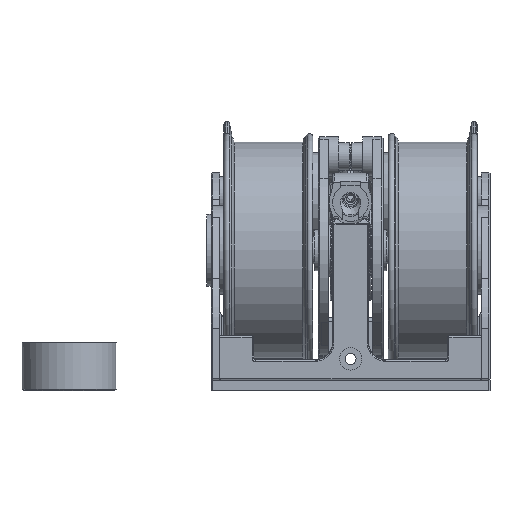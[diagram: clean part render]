
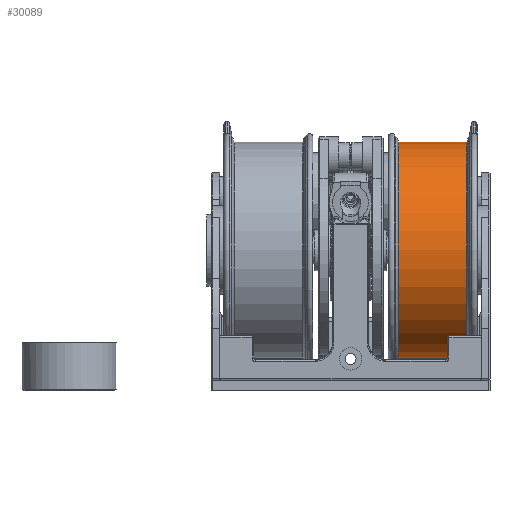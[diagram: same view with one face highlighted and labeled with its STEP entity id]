
A CAD part, front view. The second image highlights one B-rep face of the part: STEP entity #30089.
In plain terms, the highlighted cylindrical face has radius 31.625 mm (diameter 63.25 mm), a full revolution.
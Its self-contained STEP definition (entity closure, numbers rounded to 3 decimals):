
#2214=LINE('',#44362,#4724);
#4724=VECTOR('',#36011,31.625);
#6862=CYLINDRICAL_SURFACE('',#32316,31.625);
#7572=FACE_OUTER_BOUND('',#9423,.T.);
#9423=EDGE_LOOP('',(#21058,#21059,#21060,#21061));
#11301=CIRCLE('',#32314,31.625);
#11303=CIRCLE('',#32317,31.625);
#12743=VERTEX_POINT('',#44356);
#12744=VERTEX_POINT('',#44360);
#15847=EDGE_CURVE('',#12743,#12743,#11301,.T.);
#15849=EDGE_CURVE('',#12744,#12744,#11303,.T.);
#15850=EDGE_CURVE('',#12744,#12743,#2214,.T.);
#21058=ORIENTED_EDGE('',*,*,#15849,.F.);
#21059=ORIENTED_EDGE('',*,*,#15850,.T.);
#21060=ORIENTED_EDGE('',*,*,#15847,.T.);
#21061=ORIENTED_EDGE('',*,*,#15850,.F.);
#30089=ADVANCED_FACE('',(#7572),#6862,.T.);
#32314=AXIS2_PLACEMENT_3D('',#44357,#36003,#36004);
#32316=AXIS2_PLACEMENT_3D('',#44359,#36007,#36008);
#32317=AXIS2_PLACEMENT_3D('',#44361,#36009,#36010);
#36003=DIRECTION('center_axis',(-1.,0.,0.));
#36004=DIRECTION('ref_axis',(0.,0.,1.));
#36007=DIRECTION('center_axis',(-1.,0.,0.));
#36008=DIRECTION('ref_axis',(0.,0.,1.));
#36009=DIRECTION('center_axis',(-1.,0.,0.));
#36010=DIRECTION('ref_axis',(0.,0.,1.));
#36011=DIRECTION('',(1.,0.,0.));
#44356=CARTESIAN_POINT('',(34.023,0.,-31.625));
#44357=CARTESIAN_POINT('Origin',(34.023,0.,0.));
#44359=CARTESIAN_POINT('Origin',(24.,0.,0.));
#44360=CARTESIAN_POINT('',(13.977,0.,-31.625));
#44361=CARTESIAN_POINT('Origin',(13.977,0.,0.));
#44362=CARTESIAN_POINT('',(24.,0.,-31.625));
